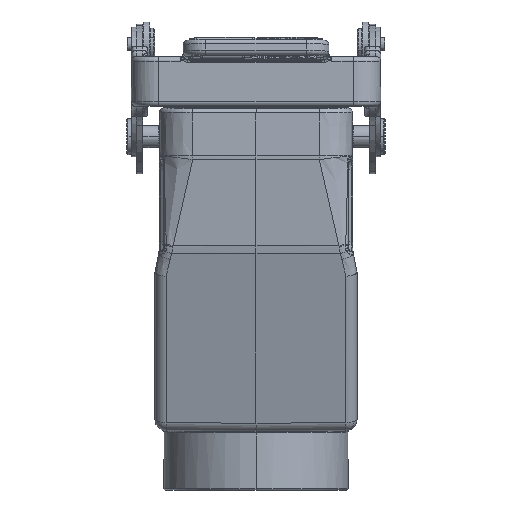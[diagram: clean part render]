
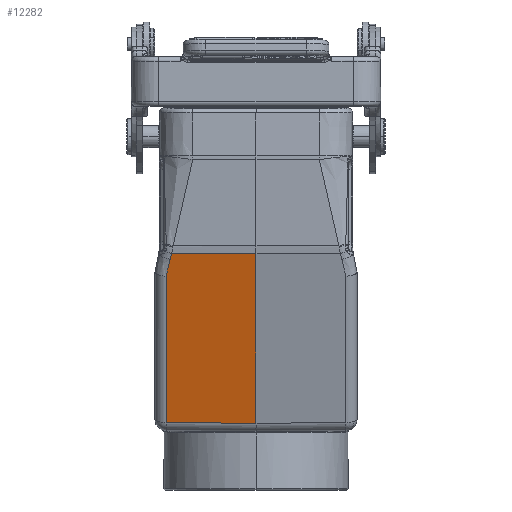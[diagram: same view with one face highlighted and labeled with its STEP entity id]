
A CAD part, left-side view. The second image highlights one B-rep face of the part: STEP entity #12282.
In plain terms, the highlighted planar face has unit normal (-0.966, 0.009, -0.259).
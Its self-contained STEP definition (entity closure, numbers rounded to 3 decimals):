
#2776=B_SPLINE_CURVE_WITH_KNOTS('',3,(#69557,#69558,#69559,#69560),
 .UNSPECIFIED.,.F.,.F.,(4,4),(0.,1.),.UNSPECIFIED.);
#2779=B_SPLINE_CURVE_WITH_KNOTS('',3,(#69586,#69587,#69588,#69589,#69590,
#69591,#69592,#69593,#69594,#69595,#69596,#69597,#69598,#69599,#69600,#69601,
#69602,#69603,#69604,#69605,#69606,#69607,#69608,#69609,#69610,#69611),
 .UNSPECIFIED.,.F.,.F.,(4,2,2,2,2,2,2,2,2,2,2,2,4),(0.,0.062,
0.125,0.187,0.219,0.234,
0.25,0.312,0.375,0.437,
0.5,0.75,1.),.UNSPECIFIED.);
#2780=B_SPLINE_CURVE_WITH_KNOTS('',3,(#69650,#69651,#69652,#69653),
 .UNSPECIFIED.,.F.,.F.,(4,4),(0.,1.),.UNSPECIFIED.);
#10348=PLANE('',#43460);
#12282=ADVANCED_FACE('',(#14639),#10348,.F.);
#14639=FACE_OUTER_BOUND('',#16682,.T.);
#16682=EDGE_LOOP('',(#26192,#26193,#26194,#26195,#26196,#26197));
#26192=ORIENTED_EDGE('',*,*,#35589,.F.);
#26193=ORIENTED_EDGE('',*,*,#35590,.F.);
#26194=ORIENTED_EDGE('',*,*,#35591,.T.);
#26195=ORIENTED_EDGE('',*,*,#35585,.F.);
#26196=ORIENTED_EDGE('',*,*,#35588,.F.);
#26197=ORIENTED_EDGE('',*,*,#35592,.T.);
#30999=VERTEX_POINT('',#69509);
#31000=VERTEX_POINT('',#69556);
#31002=VERTEX_POINT('',#69585);
#31003=VERTEX_POINT('',#69645);
#31004=VERTEX_POINT('',#69646);
#31005=VERTEX_POINT('',#69648);
#35585=EDGE_CURVE('',#31000,#30999,#2776,.T.);
#35588=EDGE_CURVE('',#31002,#31000,#2779,.T.);
#35589=EDGE_CURVE('',#31003,#31004,#38432,.T.);
#35590=EDGE_CURVE('',#31005,#31003,#38433,.T.);
#35591=EDGE_CURVE('',#31005,#30999,#38434,.T.);
#35592=EDGE_CURVE('',#31002,#31004,#2780,.T.);
#38432=LINE('',#69644,#40814);
#38433=LINE('',#69647,#40815);
#38434=LINE('',#69649,#40816);
#40814=VECTOR('',#51007,1.);
#40815=VECTOR('',#51008,1.);
#40816=VECTOR('',#51009,1.);
#43460=AXIS2_PLACEMENT_3D('',#69654,#51010,#51011);
#51007=DIRECTION('',(0.007,1.,0.009));
#51008=DIRECTION('',(0.259,0.,-0.966));
#51009=DIRECTION('',(0.009,1.,0.002));
#51010=DIRECTION('',(0.966,-0.009,0.259));
#51011=DIRECTION('',(-0.259,0.,0.966));
#69509=CARTESIAN_POINT('',(-34.42,18.767,-32.317));
#69556=CARTESIAN_POINT('',(-34.049,19.115,-33.678));
#69557=CARTESIAN_POINT('',(-34.048,19.115,-33.677));
#69558=CARTESIAN_POINT('',(-34.172,18.999,-33.224));
#69559=CARTESIAN_POINT('',(-34.297,18.883,-32.771));
#69560=CARTESIAN_POINT('',(-34.422,18.768,-32.318));
#69585=CARTESIAN_POINT('',(-33.046,20.022,-37.395));
#69586=CARTESIAN_POINT('',(-33.046,20.022,-37.395));
#69587=CARTESIAN_POINT('',(-33.064,20.009,-37.329));
#69588=CARTESIAN_POINT('',(-33.081,19.997,-37.264));
#69589=CARTESIAN_POINT('',(-33.115,19.972,-37.139));
#69590=CARTESIAN_POINT('',(-33.146,19.949,-37.024));
#69591=CARTESIAN_POINT('',(-33.149,19.947,-37.012));
#69592=CARTESIAN_POINT('',(-33.164,19.936,-36.957));
#69593=CARTESIAN_POINT('',(-33.206,19.904,-36.801));
#69594=CARTESIAN_POINT('',(-33.224,19.891,-36.737));
#69595=CARTESIAN_POINT('',(-33.255,19.867,-36.622));
#69596=CARTESIAN_POINT('',(-33.266,19.859,-36.581));
#69597=CARTESIAN_POINT('',(-33.29,19.84,-36.492));
#69598=CARTESIAN_POINT('',(-33.311,19.823,-36.412));
#69599=CARTESIAN_POINT('',(-33.335,19.804,-36.323));
#69600=CARTESIAN_POINT('',(-33.355,19.789,-36.251));
#69601=CARTESIAN_POINT('',(-33.393,19.757,-36.108));
#69602=CARTESIAN_POINT('',(-33.427,19.73,-35.985));
#69603=CARTESIAN_POINT('',(-33.437,19.72,-35.945));
#69604=CARTESIAN_POINT('',(-33.47,19.694,-35.825));
#69605=CARTESIAN_POINT('',(-33.516,19.655,-35.655));
#69606=CARTESIAN_POINT('',(-33.527,19.644,-35.611));
#69607=CARTESIAN_POINT('',(-33.587,19.592,-35.391));
#69608=CARTESIAN_POINT('',(-33.655,19.53,-35.14));
#69609=CARTESIAN_POINT('',(-33.879,19.302,-34.309));
#69610=CARTESIAN_POINT('',(-33.973,19.2,-33.961));
#69611=CARTESIAN_POINT('',(-34.05,19.115,-33.678));
#69644=CARTESIAN_POINT('',(-24.451,0.,-70.147));
#69645=CARTESIAN_POINT('',(-24.451,0.,-70.147));
#69646=CARTESIAN_POINT('',(-24.317,20.022,-69.972));
#69647=CARTESIAN_POINT('',(-34.58,0.,-32.345));
#69648=CARTESIAN_POINT('',(-34.58,0.,-32.345));
#69649=CARTESIAN_POINT('',(-34.58,0.,-32.345));
#69650=CARTESIAN_POINT('',(-33.046,20.022,-37.395));
#69651=CARTESIAN_POINT('',(-30.136,20.022,-48.254));
#69652=CARTESIAN_POINT('',(-27.227,20.022,-59.113));
#69653=CARTESIAN_POINT('',(-24.317,20.022,-69.972));
#69654=CARTESIAN_POINT('',(-29.431,10.011,-51.223));
